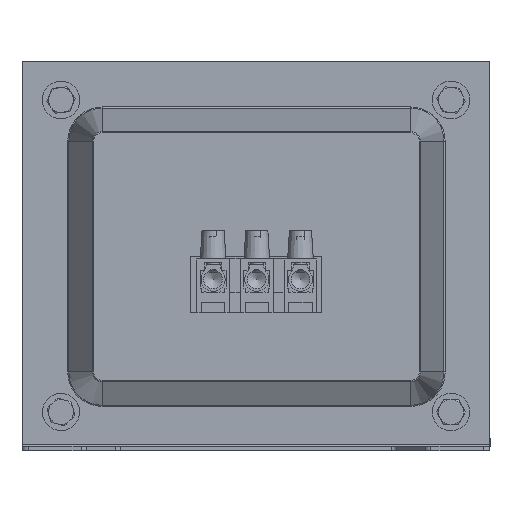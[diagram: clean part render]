
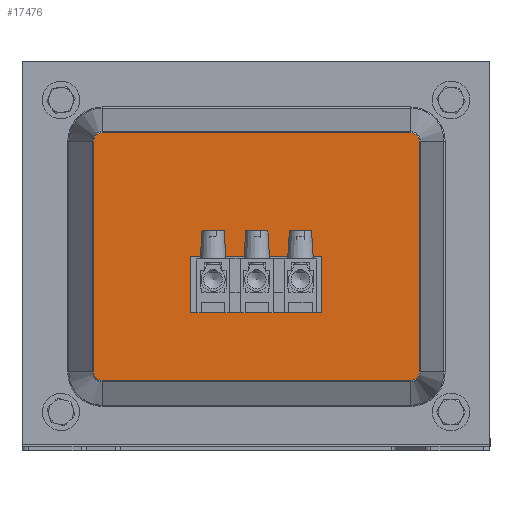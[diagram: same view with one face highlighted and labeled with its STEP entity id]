
A CAD part, front view. The second image highlights one B-rep face of the part: STEP entity #17476.
In plain terms, the highlighted face is planar.
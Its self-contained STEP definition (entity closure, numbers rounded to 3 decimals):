
#941=FACE_BOUND('',#7353,.T.);
#1616=PLANE('',#19187);
#3335=LINE('',#39767,#5141);
#3339=LINE('',#39775,#5145);
#3342=LINE('',#39781,#5148);
#3345=LINE('',#39786,#5151);
#3367=LINE('',#39866,#5173);
#3369=LINE('',#39886,#5175);
#3372=LINE('',#39893,#5178);
#3374=LINE('',#39908,#5180);
#5141=VECTOR('',#23113,10.);
#5145=VECTOR('',#23119,10.);
#5148=VECTOR('',#23124,10.);
#5151=VECTOR('',#23129,10.);
#5173=VECTOR('',#23213,10.);
#5175=VECTOR('',#23237,10.);
#5178=VECTOR('',#23244,10.);
#5180=VECTOR('',#23264,10.);
#6269=FACE_OUTER_BOUND('',#7352,.T.);
#7352=EDGE_LOOP('',(#16279,#16280,#16281,#16282,#16283,#16284,#16285,#16286));
#7353=EDGE_LOOP('',(#16287,#16288,#16289,#16290));
#7707=CIRCLE('',#19162,2.728);
#7711=CIRCLE('',#19167,2.728);
#7715=CIRCLE('',#19174,2.728);
#7719=CIRCLE('',#19179,2.728);
#9217=VERTEX_POINT('',#39765);
#9218=VERTEX_POINT('',#39766);
#9221=VERTEX_POINT('',#39774);
#9223=VERTEX_POINT('',#39780);
#9250=VERTEX_POINT('',#39863);
#9251=VERTEX_POINT('',#39865);
#9254=VERTEX_POINT('',#39872);
#9255=VERTEX_POINT('',#39877);
#9258=VERTEX_POINT('',#39884);
#9259=VERTEX_POINT('',#39889);
#9262=VERTEX_POINT('',#39896);
#9263=VERTEX_POINT('',#39901);
#11548=EDGE_CURVE('',#9217,#9218,#3335,.T.);
#11552=EDGE_CURVE('',#9221,#9217,#3339,.T.);
#11555=EDGE_CURVE('',#9223,#9221,#3342,.T.);
#11558=EDGE_CURVE('',#9218,#9223,#3345,.T.);
#11597=EDGE_CURVE('',#9250,#9251,#3367,.T.);
#11601=EDGE_CURVE('',#9254,#9250,#7707,.T.);
#11605=EDGE_CURVE('',#9251,#9255,#7711,.T.);
#11607=EDGE_CURVE('',#9258,#9254,#3369,.T.);
#11611=EDGE_CURVE('',#9255,#9259,#3372,.T.);
#11613=EDGE_CURVE('',#9262,#9258,#7715,.T.);
#11617=EDGE_CURVE('',#9259,#9263,#7719,.T.);
#11619=EDGE_CURVE('',#9263,#9262,#3374,.T.);
#16279=ORIENTED_EDGE('',*,*,#11597,.F.);
#16280=ORIENTED_EDGE('',*,*,#11601,.F.);
#16281=ORIENTED_EDGE('',*,*,#11607,.F.);
#16282=ORIENTED_EDGE('',*,*,#11613,.F.);
#16283=ORIENTED_EDGE('',*,*,#11619,.F.);
#16284=ORIENTED_EDGE('',*,*,#11617,.F.);
#16285=ORIENTED_EDGE('',*,*,#11611,.F.);
#16286=ORIENTED_EDGE('',*,*,#11605,.F.);
#16287=ORIENTED_EDGE('',*,*,#11548,.T.);
#16288=ORIENTED_EDGE('',*,*,#11558,.T.);
#16289=ORIENTED_EDGE('',*,*,#11555,.T.);
#16290=ORIENTED_EDGE('',*,*,#11552,.T.);
#17476=ADVANCED_FACE('',(#6269,#941),#1616,.T.);
#19162=AXIS2_PLACEMENT_3D('',#39874,#23221,#23222);
#19167=AXIS2_PLACEMENT_3D('',#39881,#23231,#23232);
#19174=AXIS2_PLACEMENT_3D('',#39898,#23249,#23250);
#19179=AXIS2_PLACEMENT_3D('',#39905,#23259,#23260);
#19187=AXIS2_PLACEMENT_3D('',#39927,#23284,#23285);
#23113=DIRECTION('',(0.,0.,-1.));
#23119=DIRECTION('',(-1.,0.,0.));
#23124=DIRECTION('',(0.,0.,1.));
#23129=DIRECTION('',(1.,0.,0.));
#23213=DIRECTION('',(1.,0.,0.));
#23221=DIRECTION('center_axis',(0.,-1.,0.));
#23222=DIRECTION('ref_axis',(-0.707,0.,-0.707));
#23231=DIRECTION('center_axis',(0.,-1.,0.));
#23232=DIRECTION('ref_axis',(0.707,0.,-0.707));
#23237=DIRECTION('',(0.,0.,-1.));
#23244=DIRECTION('',(0.,0.,1.));
#23249=DIRECTION('center_axis',(0.,-1.,0.));
#23250=DIRECTION('ref_axis',(-0.707,0.,0.707));
#23259=DIRECTION('center_axis',(0.,-1.,0.));
#23260=DIRECTION('ref_axis',(0.707,0.,0.707));
#23264=DIRECTION('',(-1.,0.,0.));
#23284=DIRECTION('center_axis',(0.,1.,0.));
#23285=DIRECTION('ref_axis',(0.,0.,1.));
#39765=CARTESIAN_POINT('',(-62.342,45.,96.));
#39766=CARTESIAN_POINT('',(-62.342,45.,54.));
#39767=CARTESIAN_POINT('',(-62.342,45.,85.429));
#39774=CARTESIAN_POINT('',(-44.342,45.,96.));
#39775=CARTESIAN_POINT('',(-53.314,45.,96.));
#39780=CARTESIAN_POINT('',(-44.342,45.,54.));
#39781=CARTESIAN_POINT('',(-44.342,45.,64.429));
#39786=CARTESIAN_POINT('',(-62.314,45.,54.));
#39863=CARTESIAN_POINT('',(-99.239,45.,22.679));
#39865=CARTESIAN_POINT('',(-25.335,45.,22.679));
#39866=CARTESIAN_POINT('',(-43.811,45.,22.679));
#39872=CARTESIAN_POINT('',(-101.967,45.,25.407));
#39874=CARTESIAN_POINT('Origin',(-99.239,45.,25.407));
#39877=CARTESIAN_POINT('',(-22.606,45.,25.407));
#39881=CARTESIAN_POINT('Origin',(-25.335,45.,25.407));
#39884=CARTESIAN_POINT('',(-101.967,45.,124.311));
#39886=CARTESIAN_POINT('',(-101.967,45.,50.133));
#39889=CARTESIAN_POINT('',(-22.606,45.,124.311));
#39893=CARTESIAN_POINT('',(-22.606,45.,99.585));
#39896=CARTESIAN_POINT('',(-99.239,45.,127.039));
#39898=CARTESIAN_POINT('Origin',(-99.239,45.,124.311));
#39901=CARTESIAN_POINT('',(-25.335,45.,127.039));
#39905=CARTESIAN_POINT('Origin',(-25.335,45.,124.311));
#39908=CARTESIAN_POINT('',(-80.763,45.,127.039));
#39927=CARTESIAN_POINT('Origin',(-62.287,45.,74.859));
